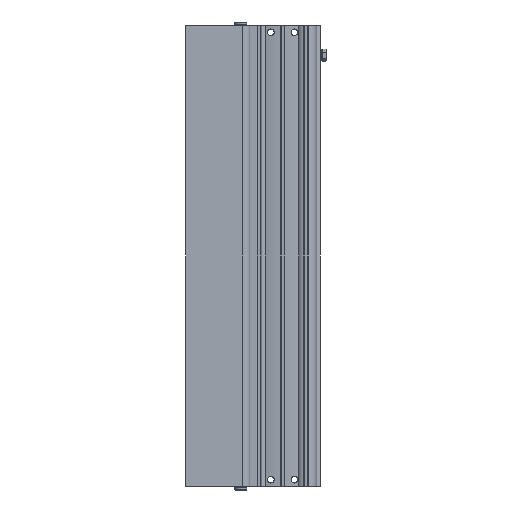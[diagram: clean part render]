
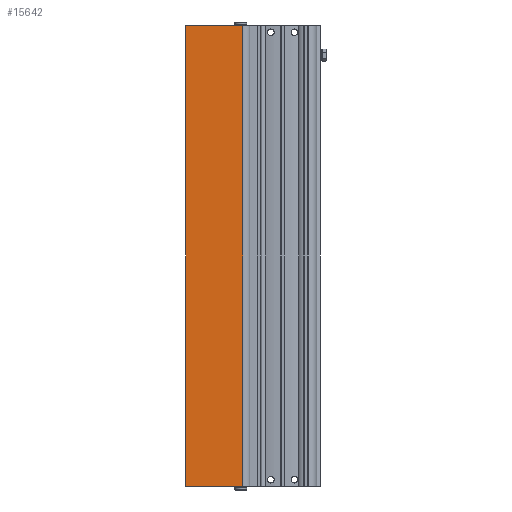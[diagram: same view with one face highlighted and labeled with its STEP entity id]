
A CAD part, front view. The second image highlights one B-rep face of the part: STEP entity #15642.
In plain terms, the highlighted planar face has unit normal (0, -1, 0).
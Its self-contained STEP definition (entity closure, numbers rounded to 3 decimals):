
#1013=LINE('',#25309,#1820);
#1073=LINE('',#25580,#1880);
#1074=LINE('',#25582,#1881);
#1075=LINE('',#25584,#1882);
#1820=VECTOR('',#20004,1000.);
#1880=VECTOR('',#20194,1000.);
#1881=VECTOR('',#20197,1000.);
#1882=VECTOR('',#20198,1000.);
#3104=ORIENTED_EDGE('',*,*,#6913,.T.);
#3105=ORIENTED_EDGE('',*,*,#6914,.F.);
#3106=ORIENTED_EDGE('',*,*,#6810,.F.);
#3107=ORIENTED_EDGE('',*,*,#6912,.T.);
#6810=EDGE_CURVE('',#8743,#8744,#1013,.T.);
#6912=EDGE_CURVE('',#8743,#8813,#1073,.T.);
#6913=EDGE_CURVE('',#8813,#8814,#1074,.T.);
#6914=EDGE_CURVE('',#8744,#8814,#1075,.T.);
#8743=VERTEX_POINT('',#25308);
#8744=VERTEX_POINT('',#25310);
#8813=VERTEX_POINT('',#25579);
#8814=VERTEX_POINT('',#25583);
#11264=EDGE_LOOP('',(#3104,#3105,#3106,#3107));
#13349=FACE_BOUND('',#11264,.T.);
#15163=PLANE('',#17421);
#15642=ADVANCED_FACE('',(#13349),#15163,.F.);
#17421=AXIS2_PLACEMENT_3D('',#25581,#20195,#20196);
#20004=DIRECTION('',(1.,0.,0.));
#20194=DIRECTION('',(0.,0.,-1.));
#20195=DIRECTION('',(0.,1.,0.));
#20196=DIRECTION('',(0.,0.,1.));
#20197=DIRECTION('',(1.,0.,0.));
#20198=DIRECTION('',(0.,0.,-1.));
#25308=CARTESIAN_POINT('',(52.8,-23.,313.));
#25309=CARTESIAN_POINT('',(52.8,-23.,313.));
#25310=CARTESIAN_POINT('',(91.5,-23.,313.));
#25579=CARTESIAN_POINT('',(52.8,-23.,0.));
#25580=CARTESIAN_POINT('',(52.8,-23.,313.));
#25581=CARTESIAN_POINT('',(52.8,-23.,313.));
#25582=CARTESIAN_POINT('',(52.8,-23.,0.));
#25583=CARTESIAN_POINT('',(91.5,-23.,0.));
#25584=CARTESIAN_POINT('',(91.5,-23.,313.));
